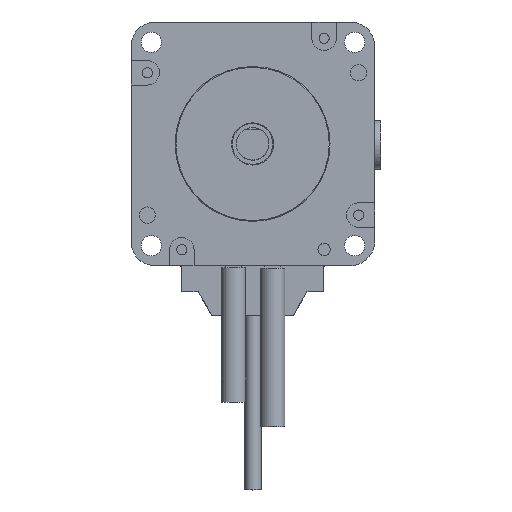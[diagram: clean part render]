
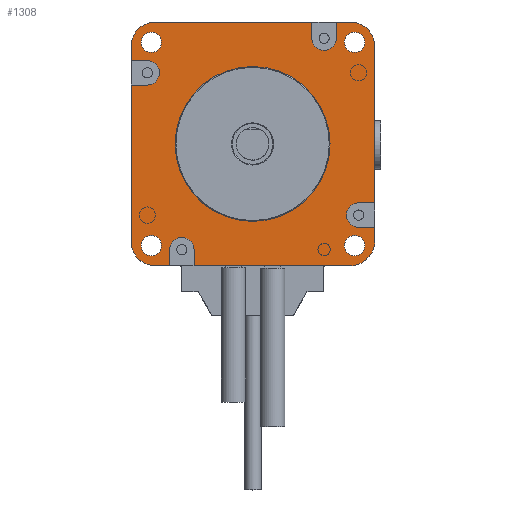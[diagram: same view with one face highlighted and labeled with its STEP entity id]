
A CAD part, top view. The second image highlights one B-rep face of the part: STEP entity #1308.
In plain terms, the highlighted planar face has unit normal (0, 0, 1).
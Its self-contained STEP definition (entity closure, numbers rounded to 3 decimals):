
#352=FACE_BOUND('',#2448,.T.);
#353=FACE_BOUND('',#2449,.T.);
#354=FACE_BOUND('',#2450,.T.);
#355=FACE_BOUND('',#2451,.T.);
#356=FACE_BOUND('',#2452,.T.);
#357=FACE_BOUND('',#2453,.T.);
#845=CIRCLE('',#8678,2.5);
#847=CIRCLE('',#8681,2.5);
#849=CIRCLE('',#8684,2.5);
#851=CIRCLE('',#8687,2.5);
#853=CIRCLE('',#8690,6.);
#855=CIRCLE('',#8694,3.);
#857=CIRCLE('',#8699,6.);
#859=CIRCLE('',#8704,3.);
#861=CIRCLE('',#8709,6.178);
#863=CIRCLE('',#8714,3.);
#865=CIRCLE('',#8718,6.016);
#867=CIRCLE('',#8723,3.);
#868=CIRCLE('',#8729,5.);
#1308=ADVANCED_FACE('',(#352,#353,#354,#355,#356,#357),#1685,.T.);
#1685=PLANE('',#8730);
#2448=EDGE_LOOP('',(#3771,#3772,#3773,#3774,#3775,#3776,#3777,#3778,#3779,
#3780,#3781,#3782,#3783,#3784,#3785,#3786,#3787,#3788,#3789,#3790,#3791,
#3792,#3793,#3794));
#2449=EDGE_LOOP('',(#3795));
#2450=EDGE_LOOP('',(#3796));
#2451=EDGE_LOOP('',(#3797));
#2452=EDGE_LOOP('',(#3798));
#2453=EDGE_LOOP('',(#3799));
#3771=ORIENTED_EDGE('',*,*,#6323,.T.);
#3772=ORIENTED_EDGE('',*,*,#6330,.T.);
#3773=ORIENTED_EDGE('',*,*,#6334,.T.);
#3774=ORIENTED_EDGE('',*,*,#6265,.T.);
#3775=ORIENTED_EDGE('',*,*,#6278,.T.);
#3776=ORIENTED_EDGE('',*,*,#6275,.T.);
#3777=ORIENTED_EDGE('',*,*,#6272,.T.);
#3778=ORIENTED_EDGE('',*,*,#6269,.T.);
#3779=ORIENTED_EDGE('',*,*,#6284,.T.);
#3780=ORIENTED_EDGE('',*,*,#6281,.T.);
#3781=ORIENTED_EDGE('',*,*,#6296,.T.);
#3782=ORIENTED_EDGE('',*,*,#6293,.T.);
#3783=ORIENTED_EDGE('',*,*,#6290,.T.);
#3784=ORIENTED_EDGE('',*,*,#6287,.T.);
#3785=ORIENTED_EDGE('',*,*,#6320,.T.);
#3786=ORIENTED_EDGE('',*,*,#6299,.T.);
#3787=ORIENTED_EDGE('',*,*,#6312,.T.);
#3788=ORIENTED_EDGE('',*,*,#6308,.F.);
#3789=ORIENTED_EDGE('',*,*,#6310,.F.);
#3790=ORIENTED_EDGE('',*,*,#6304,.F.);
#3791=ORIENTED_EDGE('',*,*,#6318,.T.);
#3792=ORIENTED_EDGE('',*,*,#6315,.T.);
#3793=ORIENTED_EDGE('',*,*,#6332,.T.);
#3794=ORIENTED_EDGE('',*,*,#6326,.T.);
#3795=ORIENTED_EDGE('',*,*,#6262,.F.);
#3796=ORIENTED_EDGE('',*,*,#6260,.F.);
#3797=ORIENTED_EDGE('',*,*,#6258,.F.);
#3798=ORIENTED_EDGE('',*,*,#6256,.F.);
#3799=ORIENTED_EDGE('',*,*,#6335,.T.);
#5366=VERTEX_POINT('',#12784);
#5368=VERTEX_POINT('',#12789);
#5370=VERTEX_POINT('',#12794);
#5372=VERTEX_POINT('',#12799);
#5375=VERTEX_POINT('',#12805);
#5376=VERTEX_POINT('',#12807);
#5379=VERTEX_POINT('',#12814);
#5380=VERTEX_POINT('',#12816);
#5382=VERTEX_POINT('',#12822);
#5384=VERTEX_POINT('',#12828);
#5387=VERTEX_POINT('',#12838);
#5388=VERTEX_POINT('',#12840);
#5391=VERTEX_POINT('',#12850);
#5392=VERTEX_POINT('',#12852);
#5394=VERTEX_POINT('',#12858);
#5396=VERTEX_POINT('',#12864);
#5399=VERTEX_POINT('',#12874);
#5400=VERTEX_POINT('',#12876);
#5401=VERTEX_POINT('',#12880);
#5404=VERTEX_POINT('',#12885);
#5406=VERTEX_POINT('',#12890);
#5408=VERTEX_POINT('',#12894);
#5411=VERTEX_POINT('',#12907);
#5412=VERTEX_POINT('',#12909);
#5415=VERTEX_POINT('',#12922);
#5416=VERTEX_POINT('',#12924);
#5418=VERTEX_POINT('',#12930);
#5420=VERTEX_POINT('',#12936);
#5421=VERTEX_POINT('',#12946);
#6256=EDGE_CURVE('',#5366,#5366,#845,.T.);
#6258=EDGE_CURVE('',#5368,#5368,#847,.T.);
#6260=EDGE_CURVE('',#5370,#5370,#849,.T.);
#6262=EDGE_CURVE('',#5372,#5372,#851,.T.);
#6265=EDGE_CURVE('',#5376,#5375,#853,.T.);
#6269=EDGE_CURVE('',#5380,#5379,#7230,.T.);
#6272=EDGE_CURVE('',#5382,#5380,#855,.T.);
#6275=EDGE_CURVE('',#5384,#5382,#7234,.T.);
#6278=EDGE_CURVE('',#5375,#5384,#7237,.T.);
#6281=EDGE_CURVE('',#5388,#5387,#857,.T.);
#6284=EDGE_CURVE('',#5379,#5388,#7241,.T.);
#6287=EDGE_CURVE('',#5392,#5391,#7244,.T.);
#6290=EDGE_CURVE('',#5394,#5392,#859,.T.);
#6293=EDGE_CURVE('',#5396,#5394,#7248,.T.);
#6296=EDGE_CURVE('',#5387,#5396,#7251,.T.);
#6299=EDGE_CURVE('',#5400,#5399,#861,.T.);
#6304=EDGE_CURVE('',#5404,#5401,#7257,.T.);
#6308=EDGE_CURVE('',#5408,#5406,#7261,.T.);
#6310=EDGE_CURVE('',#5401,#5408,#863,.T.);
#6312=EDGE_CURVE('',#5399,#5406,#7263,.T.);
#6315=EDGE_CURVE('',#5412,#5411,#865,.T.);
#6318=EDGE_CURVE('',#5404,#5412,#7267,.T.);
#6320=EDGE_CURVE('',#5391,#5400,#7269,.T.);
#6323=EDGE_CURVE('',#5416,#5415,#867,.T.);
#6326=EDGE_CURVE('',#5418,#5416,#7273,.T.);
#6330=EDGE_CURVE('',#5415,#5420,#7277,.T.);
#6332=EDGE_CURVE('',#5411,#5418,#7279,.T.);
#6334=EDGE_CURVE('',#5420,#5376,#7281,.T.);
#6335=EDGE_CURVE('',#5421,#5421,#868,.T.);
#7230=LINE('',#12815,#7917);
#7234=LINE('',#12827,#7921);
#7237=LINE('',#12832,#7924);
#7241=LINE('',#12844,#7928);
#7244=LINE('',#12851,#7931);
#7248=LINE('',#12863,#7935);
#7251=LINE('',#12868,#7938);
#7257=LINE('',#12886,#7944);
#7261=LINE('',#12895,#7948);
#7263=LINE('',#12901,#7950);
#7267=LINE('',#12913,#7954);
#7269=LINE('',#12916,#7956);
#7273=LINE('',#12929,#7960);
#7277=LINE('',#12937,#7964);
#7279=LINE('',#12940,#7966);
#7281=LINE('',#12943,#7968);
#7917=VECTOR('',#10251,1.);
#7921=VECTOR('',#10263,1.);
#7924=VECTOR('',#10268,1.);
#7928=VECTOR('',#10280,1.);
#7931=VECTOR('',#10285,1.);
#7935=VECTOR('',#10297,1.);
#7938=VECTOR('',#10302,1.);
#7944=VECTOR('',#10316,1.);
#7948=VECTOR('',#10322,1.);
#7950=VECTOR('',#10332,1.);
#7954=VECTOR('',#10344,1.);
#7956=VECTOR('',#10348,1.);
#7960=VECTOR('',#10360,1.);
#7964=VECTOR('',#10366,1.);
#7966=VECTOR('',#10370,1.);
#7968=VECTOR('',#10374,1.);
#8678=AXIS2_PLACEMENT_3D('',#12783,#10219,#10220);
#8681=AXIS2_PLACEMENT_3D('',#12788,#10225,#10226);
#8684=AXIS2_PLACEMENT_3D('',#12793,#10231,#10232);
#8687=AXIS2_PLACEMENT_3D('',#12798,#10237,#10238);
#8690=AXIS2_PLACEMENT_3D('',#12806,#10244,#10245);
#8694=AXIS2_PLACEMENT_3D('',#12821,#10257,#10258);
#8699=AXIS2_PLACEMENT_3D('',#12839,#10274,#10275);
#8704=AXIS2_PLACEMENT_3D('',#12857,#10291,#10292);
#8709=AXIS2_PLACEMENT_3D('',#12875,#10308,#10309);
#8714=AXIS2_PLACEMENT_3D('',#12898,#10327,#10328);
#8718=AXIS2_PLACEMENT_3D('',#12908,#10338,#10339);
#8723=AXIS2_PLACEMENT_3D('',#12923,#10354,#10355);
#8729=AXIS2_PLACEMENT_3D('',#12945,#10377,#10378);
#8730=AXIS2_PLACEMENT_3D('',#12947,#10379,#10380);
#10219=DIRECTION('',(0.,0.,1.));
#10220=DIRECTION('',(1.,0.,0.));
#10225=DIRECTION('',(0.,0.,1.));
#10226=DIRECTION('',(1.,0.,0.));
#10231=DIRECTION('',(0.,0.,1.));
#10232=DIRECTION('',(1.,0.,0.));
#10237=DIRECTION('',(0.,0.,1.));
#10238=DIRECTION('',(1.,0.,0.));
#10244=DIRECTION('',(0.,0.,1.));
#10245=DIRECTION('',(1.,0.,0.));
#10251=DIRECTION('',(-1.,0.,0.));
#10257=DIRECTION('',(0.,0.,-1.));
#10258=DIRECTION('',(0.,1.,0.));
#10263=DIRECTION('',(1.,0.,0.));
#10268=DIRECTION('',(0.,-1.,0.));
#10274=DIRECTION('',(0.,0.,1.));
#10275=DIRECTION('',(1.,0.,0.));
#10280=DIRECTION('',(0.,-1.,0.));
#10285=DIRECTION('',(0.,-1.,0.));
#10291=DIRECTION('',(0.,0.,-1.));
#10292=DIRECTION('',(-1.,0.,0.));
#10297=DIRECTION('',(0.,1.,0.));
#10302=DIRECTION('',(1.,0.,0.));
#10308=DIRECTION('',(0.,0.,1.));
#10309=DIRECTION('',(1.,0.,0.));
#10316=DIRECTION('',(-1.,0.,0.));
#10322=DIRECTION('',(1.,0.,0.));
#10327=DIRECTION('',(0.,0.,1.));
#10328=DIRECTION('',(0.,-1.,0.));
#10332=DIRECTION('',(0.,1.,0.));
#10338=DIRECTION('',(0.,0.,1.));
#10339=DIRECTION('',(1.,0.,0.));
#10344=DIRECTION('',(0.,1.,0.));
#10348=DIRECTION('',(1.,0.,0.));
#10354=DIRECTION('',(0.,0.,-1.));
#10355=DIRECTION('',(1.,0.,0.));
#10360=DIRECTION('',(0.,-1.,0.));
#10366=DIRECTION('',(0.,1.,0.));
#10370=DIRECTION('',(-1.,0.,0.));
#10374=DIRECTION('',(-1.,0.,0.));
#10377=DIRECTION('',(0.,0.,-1.));
#10378=DIRECTION('',(1.,0.,0.));
#10379=DIRECTION('',(0.,0.,1.));
#10380=DIRECTION('',(1.,0.,0.));
#12783=CARTESIAN_POINT('',(25.,25.,0.));
#12784=CARTESIAN_POINT('',(27.5,25.,0.));
#12788=CARTESIAN_POINT('',(25.,-25.,0.));
#12789=CARTESIAN_POINT('',(27.5,-25.,0.));
#12793=CARTESIAN_POINT('',(-25.,25.,0.));
#12794=CARTESIAN_POINT('',(-22.5,25.,0.));
#12798=CARTESIAN_POINT('',(-25.,-25.,0.));
#12799=CARTESIAN_POINT('',(-22.5,-25.,0.));
#12805=CARTESIAN_POINT('',(-30.,24.,0.));
#12806=CARTESIAN_POINT('',(-24.,24.,0.));
#12807=CARTESIAN_POINT('',(-24.,30.,0.));
#12814=CARTESIAN_POINT('',(-30.,14.5,0.));
#12815=CARTESIAN_POINT('',(-26.,14.5,0.));
#12816=CARTESIAN_POINT('',(-26.,14.5,0.));
#12821=CARTESIAN_POINT('',(-26.,17.5,0.));
#12822=CARTESIAN_POINT('',(-26.,20.5,0.));
#12827=CARTESIAN_POINT('',(-30.,20.5,0.));
#12828=CARTESIAN_POINT('',(-30.,20.5,0.));
#12832=CARTESIAN_POINT('',(-30.,24.,0.));
#12838=CARTESIAN_POINT('',(-24.,-30.,0.));
#12839=CARTESIAN_POINT('',(-24.,-24.,0.));
#12840=CARTESIAN_POINT('',(-30.,-24.,0.));
#12844=CARTESIAN_POINT('',(-30.,24.,0.));
#12850=CARTESIAN_POINT('',(-14.5,-30.,0.));
#12851=CARTESIAN_POINT('',(-14.5,-26.,0.));
#12852=CARTESIAN_POINT('',(-14.5,-26.,0.));
#12857=CARTESIAN_POINT('',(-17.5,-26.,0.));
#12858=CARTESIAN_POINT('',(-20.5,-26.,0.));
#12863=CARTESIAN_POINT('',(-20.5,-30.,0.));
#12864=CARTESIAN_POINT('',(-20.5,-30.,0.));
#12868=CARTESIAN_POINT('',(-24.,-30.,0.));
#12874=CARTESIAN_POINT('',(30.,-23.822,0.));
#12875=CARTESIAN_POINT('',(23.822,-23.822,0.));
#12876=CARTESIAN_POINT('',(23.822,-30.,0.));
#12880=CARTESIAN_POINT('',(26.,-14.5,0.));
#12885=CARTESIAN_POINT('',(30.,-14.5,0.));
#12886=CARTESIAN_POINT('',(30.,-14.5,0.));
#12890=CARTESIAN_POINT('',(30.,-20.5,0.));
#12894=CARTESIAN_POINT('',(26.,-20.5,0.));
#12895=CARTESIAN_POINT('',(26.,-20.5,0.));
#12898=CARTESIAN_POINT('',(26.,-17.5,0.));
#12901=CARTESIAN_POINT('',(30.,-23.822,0.));
#12907=CARTESIAN_POINT('',(23.984,30.,0.));
#12908=CARTESIAN_POINT('',(23.984,23.984,0.));
#12909=CARTESIAN_POINT('',(30.,23.984,0.));
#12913=CARTESIAN_POINT('',(30.,-23.822,0.));
#12916=CARTESIAN_POINT('',(-24.,-30.,0.));
#12922=CARTESIAN_POINT('',(14.5,26.,0.));
#12923=CARTESIAN_POINT('',(17.5,26.,0.));
#12924=CARTESIAN_POINT('',(20.5,26.,0.));
#12929=CARTESIAN_POINT('',(20.5,30.,0.));
#12930=CARTESIAN_POINT('',(20.5,30.,0.));
#12936=CARTESIAN_POINT('',(14.5,30.,0.));
#12937=CARTESIAN_POINT('',(14.5,26.,0.));
#12940=CARTESIAN_POINT('',(23.984,30.,0.));
#12943=CARTESIAN_POINT('',(23.984,30.,0.));
#12945=CARTESIAN_POINT('',(-0.089,0.,0.));
#12946=CARTESIAN_POINT('',(4.911,0.,0.));
#12947=CARTESIAN_POINT('',(-24.,-24.,0.));
